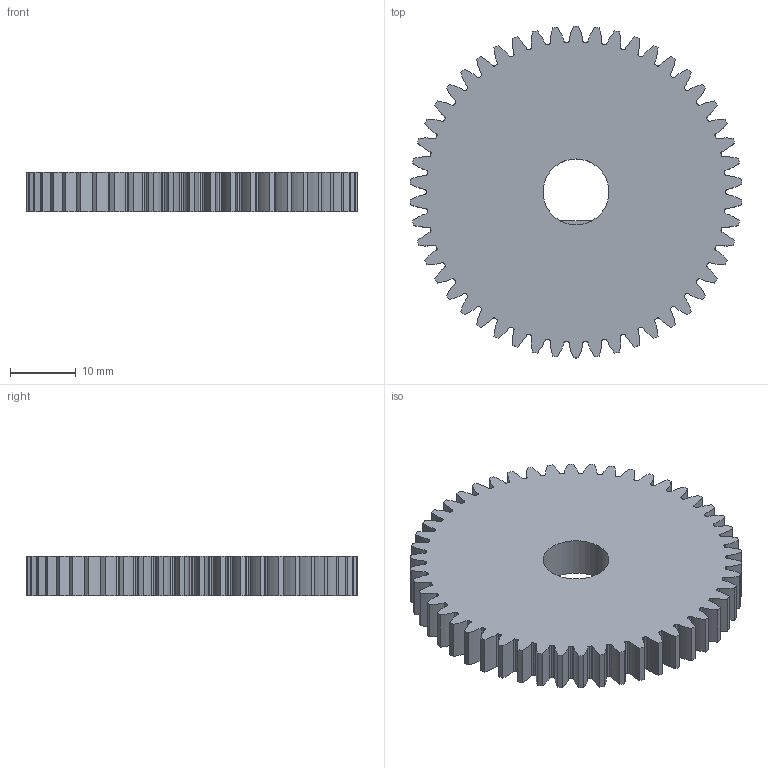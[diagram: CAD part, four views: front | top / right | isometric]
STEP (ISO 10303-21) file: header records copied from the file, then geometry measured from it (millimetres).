
FILE_DESCRIPTION(/* description */ ('STEP AP214'),/* implementation_level */ '2;1');
FILE_NAME(/* name */ '61fa9e17de1f9b6a4c35e523',/* time_stamp */ '2022-02-02T15:07:04+00:00',/* author */ (''),/* organization */ (''),/* preprocessor_version */ 'ST-DEVELOPER v18.101',/* originating_system */ ' ',/* authorisation */ ' ');
FILE_SCHEMA (('AUTOMOTIVE_DESIGN {1 0 10303 214 3 1 1}'));
Length unit declared in the file: metre
Products named in the file (1): engrenage sortie
Bounding box: 50.28 x 50.34 x 6 mm (x, y, z)
Volume: 10456.2 mm3; surface area: 5606.5 mm2
Topology: 1 solids, 1 shells, 305 faces, 909 edges, 606 vertices
Faces by surface type: cylinder 201, bspline 100, plane 4
Full cylindrical faces by diameter (mm): 10 x1
Entity records: 13046 total; most frequent: CARTESIAN_POINT 5118, ORIENTED_EDGE 1814, DIRECTION 1522, EDGE_CURVE 907, AXIS2_PLACEMENT_3D 609, VERTEX_POINT 605, CIRCLE 403, EDGE_LOOP 308
